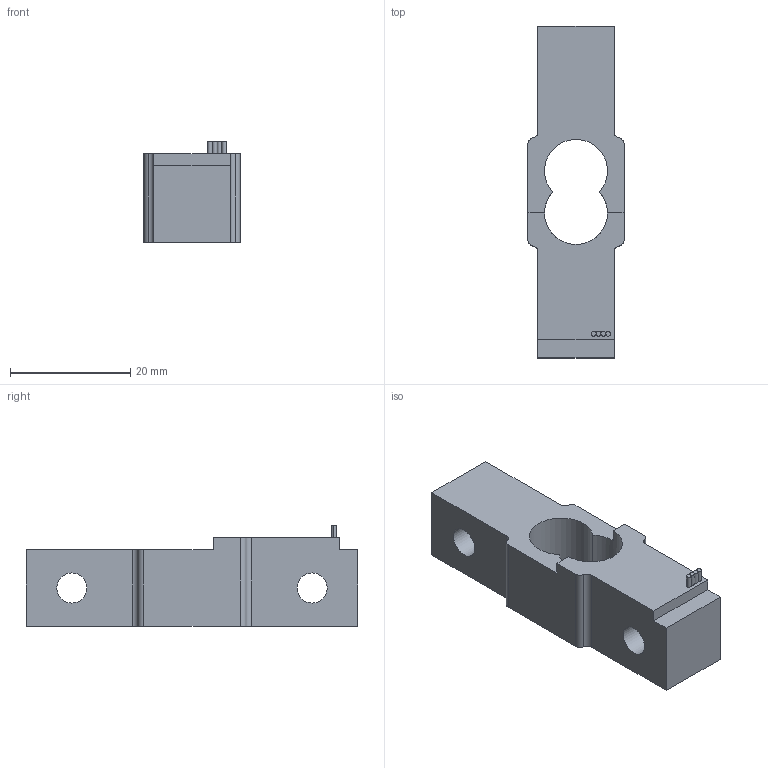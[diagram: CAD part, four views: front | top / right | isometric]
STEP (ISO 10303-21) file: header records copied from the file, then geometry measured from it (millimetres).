
FILE_DESCRIPTION(/* description */ (''),/* implementation_level */ '2;1');
FILE_NAME(/* name */ 'Loadcell.stp',/* time_stamp */ '2023-04-24T17:48:45+02:00',/* author */ ('Christian'),/* organization */ (''),/* preprocessor_version */ 'ST-DEVELOPER v18.1',/* originating_system */ 'Autodesk Inventor 2022',/* authorisation */ '');
FILE_SCHEMA (('AUTOMOTIVE_DESIGN { 1 0 10303 214 3 1 1 }'));
Length unit declared in the file: millimetre
Products named in the file (1): LoadCell_5kg
Bounding box: 16 x 55.25 x 16.7 mm (x, y, z)
Volume: 7697.4 mm3; surface area: 4092.4 mm2
Topology: 1 solids, 1 shells, 38 faces, 99 edges, 60 vertices
Faces by surface type: cylinder 19, plane 19
Full cylindrical faces by diameter (mm): 0.8 x1, 5 x2
Entity records: 1220 total; most frequent: DIRECTION 217, ORIENTED_EDGE 198, CARTESIAN_POINT 198, EDGE_CURVE 99, AXIS2_PLACEMENT_3D 79, VERTEX_POINT 60, LINE 59, VECTOR 59
